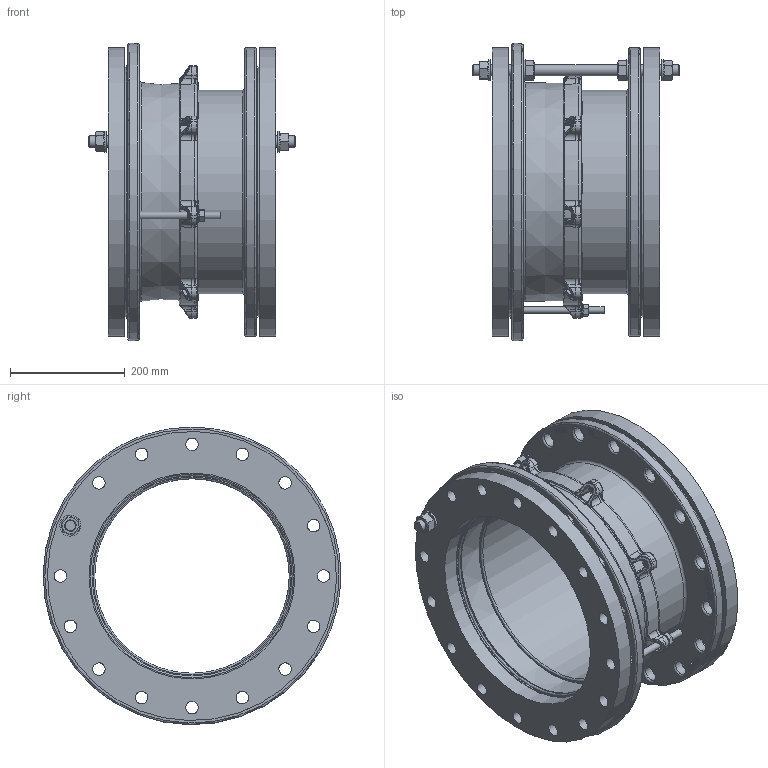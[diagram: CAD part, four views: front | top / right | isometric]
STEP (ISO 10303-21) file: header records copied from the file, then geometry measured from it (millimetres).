
FILE_DESCRIPTION(/* description */ ('PAS-10-CAST-DN350-PN10'),/* implementation_level */ '2;1');
FILE_NAME(/* name */ 'PAS-10-CAST-DN350-PN10.stp',/* time_stamp */ '2017-11-01T09:39:01+01:00',/* author */ ('HP-620 op ssd'),/* organization */ (''),/* preprocessor_version */ 'ST-DEVELOPER v16.5',/* originating_system */ 'Autodesk Inventor 2017',/* authorisation */ '');
FILE_SCHEMA (('AUTOMOTIVE_DESIGN { 1 0 10303 214 3 1 1 }'));
Products named in the file (12): PAS-10-CAST-DN350-PN10; FABodycast-PN10_16-DN350-OD355.6-RF-RB; DN350-PN10 RF-Fpiece; 13004022; Nut-M20-ST 8-HDG; Washer-M20-DIN 125A-HDG-0001; Tierod-M20x360-8.8-HDG-0001; Nut-M12-ST 8-HDG; Washer-M12-DIN125A-HDG-0001; 13000xx2; DIN 2576 Slip-On Flange for Welding Series 1 (ISO) - PN 10 350 x 355.
6; ISO 7483 Non-metalic Flat Gasket Inside Bolt Circle - PN 10-M350-3
Assembly tree (19 placements, depth 2):
  PAS-10-CAST-DN350-PN10
    FABodycast-PN10_16-DN350-OD355.6-RF-RB
    DN350-PN10 RF-Fpiece
    13004022
    Nut-M20-ST 8-HDG  x4
    Washer-M20-DIN 125A-HDG-0001  x4
    Tierod-M20x360-8.8-HDG-0001
    Nut-M12-ST 8-HDG
    Washer-M12-DIN125A-HDG-0001
    13000xx2
    ISO 7483 Non-metalic Flat Gasket Inside Bolt Circle - PN 10-M350-3  x2
    DIN 2576 Slip-On Flange for Welding Series 1 (ISO) - PN 10 350 x 355.
6  x2
Bounding box: 360 x 519.65 x 519.68 mm (x, y, z)
Volume: 12422353 mm3; surface area: 2063115.7 mm2
Topology: 19 solids, 19 shells, 3202 faces, 8561 edges, 5516 vertices
Faces by surface type: plane 1290, bspline 1271, cylinder 241, torus 203, cone 181, sphere 16
Full cylindrical faces by diameter (mm): 10.106 x1, 11.053 x1, 12 x1, 14 x1, 15.059 x1, 17.2 x1, 17.294 x4, 20 x1, 21 x4, 22 x32, 24 x1, 37 x4, 339.6 x1, 350 x1, 355.6 x1, 356 x2, 359.7 x2, 360.6 x1, 438 x2, 505 x2
Entity records: 136763 total; most frequent: CARTESIAN_POINT 64080, ORIENTED_EDGE 16458, DIRECTION 10694, EDGE_CURVE 8229, VERTEX_POINT 5378, LINE 4244, VECTOR 4244, EDGE_LOOP 3527
